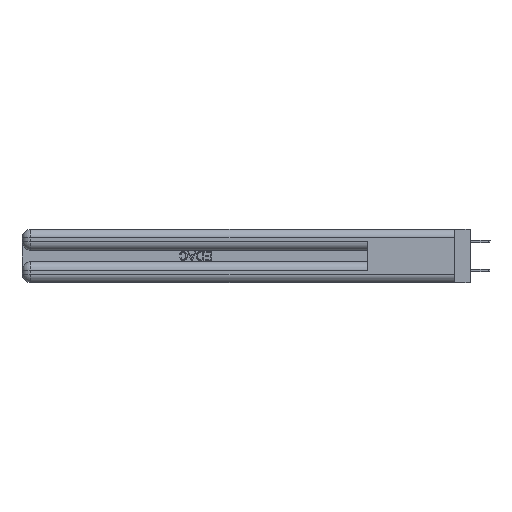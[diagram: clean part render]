
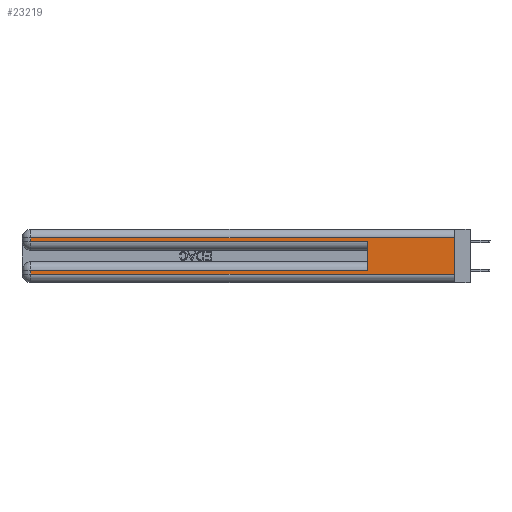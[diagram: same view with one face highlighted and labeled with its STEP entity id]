
A CAD part, left-side view. The second image highlights one B-rep face of the part: STEP entity #23219.
In plain terms, the highlighted planar face has unit normal (-1, 0, 0).
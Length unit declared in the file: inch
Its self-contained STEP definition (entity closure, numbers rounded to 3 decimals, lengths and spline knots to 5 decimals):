
#1556 = CARTESIAN_POINT ( 'NONE',  ( 0., 0., 0.37 ) ) ;
#3516 = VECTOR ( 'NONE', #26418, 39.37008 ) ;
#4637 = LINE ( 'NONE', #32312, #26578 ) ;
#4805 = CARTESIAN_POINT ( 'NONE',  ( 0., 0.6, 0.285 ) ) ;
#4860 = LINE ( 'NONE', #12511, #23598 ) ;
#7106 = VERTEX_POINT ( 'NONE', #42993 ) ;
#8277 = DIRECTION ( 'NONE',  ( 0., -1., 0. ) ) ;
#8419 = CARTESIAN_POINT ( 'NONE',  ( 0., 0., 0.31 ) ) ;
#8623 = DIRECTION ( 'NONE',  ( 0., 0., 1. ) ) ;
#9308 = VERTEX_POINT ( 'NONE', #24173 ) ;
#9644 = CARTESIAN_POINT ( 'NONE',  ( 0., 0.6, 0.145 ) ) ;
#11884 = ORIENTED_EDGE ( 'NONE', *, *, #35621, .T. ) ;
#11915 = VECTOR ( 'NONE', #8623, 39.37008 ) ;
#12511 = CARTESIAN_POINT ( 'NONE',  ( 0., 0., 0.06 ) ) ;
#13253 = AXIS2_PLACEMENT_3D ( 'NONE', #1556, #30541, #17888 ) ;
#14188 = ORIENTED_EDGE ( 'NONE', *, *, #49985, .T. ) ;
#15980 = CARTESIAN_POINT ( 'NONE',  ( 0., 0., 0.31 ) ) ;
#17142 = EDGE_CURVE ( 'NONE', #9308, #22716, #29159, .T. ) ;
#17888 = DIRECTION ( 'NONE',  ( 0., 0., -1. ) ) ;
#17945 = EDGE_CURVE ( 'NONE', #39404, #20384, #51906, .T. ) ;
#18254 = CARTESIAN_POINT ( 'NONE',  ( 0., 0., 0.085 ) ) ;
#18747 = VECTOR ( 'NONE', #51824, 39.37008 ) ;
#19145 = ORIENTED_EDGE ( 'NONE', *, *, #39719, .F. ) ;
#20384 = VERTEX_POINT ( 'NONE', #44343 ) ;
#21808 = ORIENTED_EDGE ( 'NONE', *, *, #41885, .T. ) ;
#21944 = CARTESIAN_POINT ( 'NONE',  ( 0., 0., 0.285 ) ) ;
#22716 = VERTEX_POINT ( 'NONE', #4805 ) ;
#23219 = ADVANCED_FACE ( 'NONE', ( #29233 ), #25530, .F. ) ;
#23598 = VECTOR ( 'NONE', #8277, 39.37008 ) ;
#24164 = LINE ( 'NONE', #47886, #18747 ) ;
#24173 = CARTESIAN_POINT ( 'NONE',  ( 0., 0.6, 0.085 ) ) ;
#25100 = VERTEX_POINT ( 'NONE', #35415 ) ;
#25530 = PLANE ( 'NONE',  #13253 ) ;
#26418 = DIRECTION ( 'NONE',  ( 0., 1., 0. ) ) ;
#26578 = VECTOR ( 'NONE', #36780, 39.37008 ) ;
#26696 = ORIENTED_EDGE ( 'NONE', *, *, #17142, .F. ) ;
#27379 = VECTOR ( 'NONE', #35171, 39.37008 ) ;
#29159 = LINE ( 'NONE', #9644, #11915 ) ;
#29233 = FACE_OUTER_BOUND ( 'NONE', #44322, .T. ) ;
#30541 = DIRECTION ( 'NONE',  ( 1., 0., 0. ) ) ;
#31140 = ORIENTED_EDGE ( 'NONE', *, *, #32970, .T. ) ;
#31210 = CARTESIAN_POINT ( 'NONE',  ( 0., 0., 0.37 ) ) ;
#32312 = CARTESIAN_POINT ( 'NONE',  ( 0., 2.94, 0.37 ) ) ;
#32970 = EDGE_CURVE ( 'NONE', #9308, #7106, #50114, .T. ) ;
#33848 = VERTEX_POINT ( 'NONE', #42085 ) ;
#35171 = DIRECTION ( 'NONE',  ( 0., 0., -1. ) ) ;
#35415 = CARTESIAN_POINT ( 'NONE',  ( 0., 2.94, 0.285 ) ) ;
#35621 = EDGE_CURVE ( 'NONE', #7106, #33848, #24164, .T. ) ;
#36479 = VECTOR ( 'NONE', #48999, 39.37008 ) ;
#36780 = DIRECTION ( 'NONE',  ( 0., 0., -1. ) ) ;
#38012 = DIRECTION ( 'NONE',  ( 0., -1., 0. ) ) ;
#39378 = LINE ( 'NONE', #31210, #27379 ) ;
#39404 = VERTEX_POINT ( 'NONE', #15980 ) ;
#39711 = VERTEX_POINT ( 'NONE', #50968 ) ;
#39719 = EDGE_CURVE ( 'NONE', #39404, #39711, #39378, .T. ) ;
#41885 = EDGE_CURVE ( 'NONE', #20384, #25100, #4637, .T. ) ;
#42085 = CARTESIAN_POINT ( 'NONE',  ( 0., 2.94, 0.06 ) ) ;
#42993 = CARTESIAN_POINT ( 'NONE',  ( 0., 2.94, 0.085 ) ) ;
#44322 = EDGE_LOOP ( 'NONE', ( #19145, #50277, #21808, #14188, #26696, #31140, #11884, #46358 ) ) ;
#44343 = CARTESIAN_POINT ( 'NONE',  ( 0., 2.94, 0.31 ) ) ;
#46358 = ORIENTED_EDGE ( 'NONE', *, *, #48372, .T. ) ;
#46430 = VECTOR ( 'NONE', #38012, 39.37008 ) ;
#46453 = LINE ( 'NONE', #21944, #46430 ) ;
#47886 = CARTESIAN_POINT ( 'NONE',  ( 0., 2.94, 0.37 ) ) ;
#48372 = EDGE_CURVE ( 'NONE', #33848, #39711, #4860, .T. ) ;
#48999 = DIRECTION ( 'NONE',  ( 0., 1., 0. ) ) ;
#49985 = EDGE_CURVE ( 'NONE', #25100, #22716, #46453, .T. ) ;
#50114 = LINE ( 'NONE', #18254, #3516 ) ;
#50277 = ORIENTED_EDGE ( 'NONE', *, *, #17945, .T. ) ;
#50968 = CARTESIAN_POINT ( 'NONE',  ( 0., 0., 0.06 ) ) ;
#51824 = DIRECTION ( 'NONE',  ( 0., 0., -1. ) ) ;
#51906 = LINE ( 'NONE', #8419, #36479 ) ;
